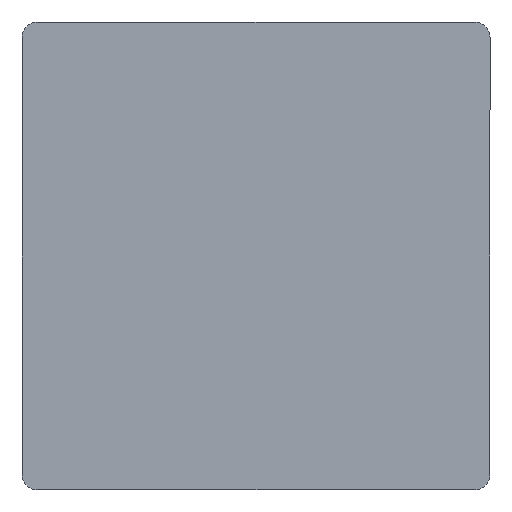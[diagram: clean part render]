
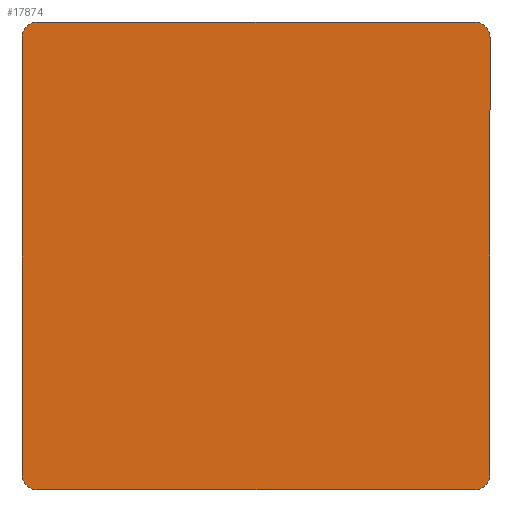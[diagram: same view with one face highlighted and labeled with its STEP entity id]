
A CAD part, front view. The second image highlights one B-rep face of the part: STEP entity #17874.
In plain terms, the highlighted face is planar.
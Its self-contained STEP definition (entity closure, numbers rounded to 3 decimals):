
#17055=CARTESIAN_POINT('Vertex',(75.,70.,0.)) ;
#17058=CARTESIAN_POINT('Axis2P3D Location',(70.,70.,0.)) ;
#17062=CARTESIAN_POINT('Vertex',(70.,75.,0.)) ;
#17082=CARTESIAN_POINT('Line Origine',(0.,75.,0.)) ;
#17086=CARTESIAN_POINT('Vertex',(-70.,75.,0.)) ;
#17106=CARTESIAN_POINT('Axis2P3D Location',(-70.,70.,0.)) ;
#17110=CARTESIAN_POINT('Vertex',(-75.,70.,0.)) ;
#17130=CARTESIAN_POINT('Line Origine',(-75.,0.,0.)) ;
#17134=CARTESIAN_POINT('Vertex',(-75.,-70.,0.)) ;
#17154=CARTESIAN_POINT('Axis2P3D Location',(-70.,-70.,0.)) ;
#17158=CARTESIAN_POINT('Vertex',(-70.,-75.,0.)) ;
#17178=CARTESIAN_POINT('Line Origine',(0.,-75.,0.)) ;
#17182=CARTESIAN_POINT('Vertex',(70.,-75.,0.)) ;
#17202=CARTESIAN_POINT('Axis2P3D Location',(70.,-70.,0.)) ;
#17206=CARTESIAN_POINT('Vertex',(75.,-70.,0.)) ;
#17226=CARTESIAN_POINT('Line Origine',(75.,0.,0.)) ;
#17859=CARTESIAN_POINT('Axis2P3D Location',(0.,0.,0.)) ;
#17084=VECTOR('Line Direction',#17083,1.) ;
#17132=VECTOR('Line Direction',#17131,1.) ;
#17180=VECTOR('Line Direction',#17179,1.) ;
#17228=VECTOR('Line Direction',#17227,1.) ;
#17059=DIRECTION('Axis2P3D Direction',(0.,0.,1.)) ;
#17083=DIRECTION('Vector Direction',(1.,0.,0.)) ;
#17107=DIRECTION('Axis2P3D Direction',(0.,0.,1.)) ;
#17131=DIRECTION('Vector Direction',(0.,1.,0.)) ;
#17155=DIRECTION('Axis2P3D Direction',(0.,0.,1.)) ;
#17179=DIRECTION('Vector Direction',(-1.,0.,0.)) ;
#17203=DIRECTION('Axis2P3D Direction',(0.,0.,1.)) ;
#17227=DIRECTION('Vector Direction',(0.,-1.,0.)) ;
#17860=DIRECTION('Axis2P3D Direction',(0.,0.,1.)) ;
#17861=DIRECTION('Axis2P3D XDirection',(1.,0.,0.)) ;
#17060=AXIS2_PLACEMENT_3D('Circle Axis2P3D',#17058,#17059,$) ;
#17108=AXIS2_PLACEMENT_3D('Circle Axis2P3D',#17106,#17107,$) ;
#17156=AXIS2_PLACEMENT_3D('Circle Axis2P3D',#17154,#17155,$) ;
#17204=AXIS2_PLACEMENT_3D('Circle Axis2P3D',#17202,#17203,$) ;
#17862=AXIS2_PLACEMENT_3D('Plane Axis2P3D',#17859,#17860,#17861) ;
#17085=LINE('Line',#17082,#17084) ;
#17133=LINE('Line',#17130,#17132) ;
#17181=LINE('Line',#17178,#17180) ;
#17229=LINE('Line',#17226,#17228) ;
#17061=CIRCLE('generated circle',#17060,5.) ;
#17109=CIRCLE('generated circle',#17108,5.) ;
#17157=CIRCLE('generated circle',#17156,5.) ;
#17205=CIRCLE('generated circle',#17204,5.) ;
#17863=PLANE('',#17862) ;
#17064=EDGE_CURVE('',#17056,#17063,#17061,.T.) ;
#17088=EDGE_CURVE('',#17063,#17087,#17085,.F.) ;
#17112=EDGE_CURVE('',#17087,#17111,#17109,.T.) ;
#17136=EDGE_CURVE('',#17111,#17135,#17133,.F.) ;
#17160=EDGE_CURVE('',#17135,#17159,#17157,.T.) ;
#17184=EDGE_CURVE('',#17159,#17183,#17181,.F.) ;
#17208=EDGE_CURVE('',#17183,#17207,#17205,.T.) ;
#17230=EDGE_CURVE('',#17207,#17056,#17229,.F.) ;
#17864=EDGE_LOOP('',(#17865,#17866,#17867,#17868,#17869,#17870,#17871,#17872)) ;
#17865=ORIENTED_EDGE('',*,*,#17230,.F.) ;
#17866=ORIENTED_EDGE('',*,*,#17208,.F.) ;
#17867=ORIENTED_EDGE('',*,*,#17184,.F.) ;
#17868=ORIENTED_EDGE('',*,*,#17160,.F.) ;
#17869=ORIENTED_EDGE('',*,*,#17136,.F.) ;
#17870=ORIENTED_EDGE('',*,*,#17112,.F.) ;
#17871=ORIENTED_EDGE('',*,*,#17088,.F.) ;
#17872=ORIENTED_EDGE('',*,*,#17064,.F.) ;
#17056=VERTEX_POINT('',#17055) ;
#17063=VERTEX_POINT('',#17062) ;
#17087=VERTEX_POINT('',#17086) ;
#17111=VERTEX_POINT('',#17110) ;
#17135=VERTEX_POINT('',#17134) ;
#17159=VERTEX_POINT('',#17158) ;
#17183=VERTEX_POINT('',#17182) ;
#17207=VERTEX_POINT('',#17206) ;
#17874=ADVANCED_FACE('\X2\96F64EF651E04F554F53\X0\',(#17873),#17863,.F.) ;
#17873=FACE_OUTER_BOUND('',#17864,.T.) ;
